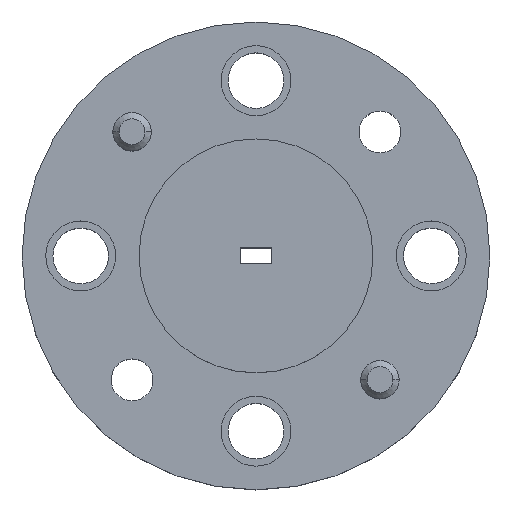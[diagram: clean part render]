
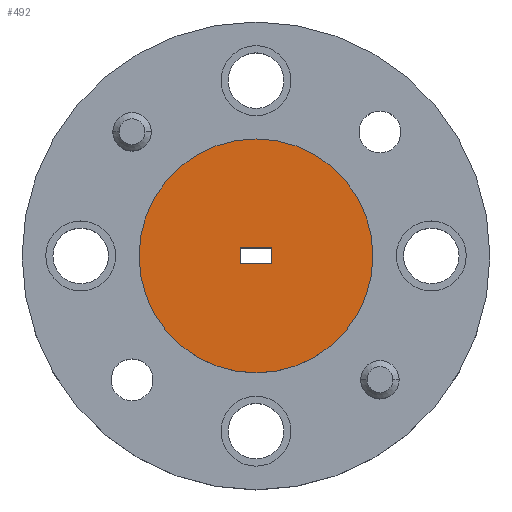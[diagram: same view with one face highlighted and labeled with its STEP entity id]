
A CAD part, top view. The second image highlights one B-rep face of the part: STEP entity #492.
In plain terms, the highlighted planar face has unit normal (0, 0, 1).
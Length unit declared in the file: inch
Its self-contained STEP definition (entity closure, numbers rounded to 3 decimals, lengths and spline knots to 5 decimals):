
#3 = CARTESIAN_POINT ( 'NONE',  ( 0.0255, 0.01275, 0.037 ) ) ;
#45 = FACE_OUTER_BOUND ( 'NONE', #1503, .T. ) ;
#97 = DIRECTION ( 'NONE',  ( -1., 0., 0. ) ) ;
#209 = PLANE ( 'NONE',  #1882 ) ;
#231 = CIRCLE ( 'NONE', #1893, 0.1875 ) ;
#245 = DIRECTION ( 'NONE',  ( 0., 0., 1. ) ) ;
#248 = DIRECTION ( 'NONE',  ( 0., 1., 0. ) ) ;
#266 = DIRECTION ( 'NONE',  ( 0., -1., 0. ) ) ;
#279 = VERTEX_POINT ( 'NONE', #334 ) ;
#280 = CARTESIAN_POINT ( 'NONE',  ( -0.0255, -0.01275, 0.037 ) ) ;
#334 = CARTESIAN_POINT ( 'NONE',  ( 0.0255, -0.01275, 0.037 ) ) ;
#369 = LINE ( 'NONE', #749, #704 ) ;
#403 = VERTEX_POINT ( 'NONE', #3 ) ;
#409 = CARTESIAN_POINT ( 'NONE',  ( -0.0255, 0.01275, 0.037 ) ) ;
#410 = CARTESIAN_POINT ( 'NONE',  ( 0.1875, 0., 0.037 ) ) ;
#452 = LINE ( 'NONE', #1203, #2437 ) ;
#492 = ADVANCED_FACE ( 'NONE', ( #1704, #45 ), #209, .T. ) ;
#677 = EDGE_CURVE ( 'NONE', #2037, #1880, #1056, .T. ) ;
#704 = VECTOR ( 'NONE', #1104, 39.37008 ) ;
#732 = DIRECTION ( 'NONE',  ( 0., 0., 1. ) ) ;
#749 = CARTESIAN_POINT ( 'NONE',  ( -0.0255, -0.01275, 0.037 ) ) ;
#793 = VERTEX_POINT ( 'NONE', #409 ) ;
#826 = ORIENTED_EDGE ( 'NONE', *, *, #1811, .F. ) ;
#868 = LINE ( 'NONE', #280, #1308 ) ;
#924 = EDGE_CURVE ( 'NONE', #793, #1323, #868, .T. ) ;
#929 = ORIENTED_EDGE ( 'NONE', *, *, #1528, .F. ) ;
#992 = DIRECTION ( 'NONE',  ( 1., 0., 0. ) ) ;
#1056 = CIRCLE ( 'NONE', #1370, 0.1875 ) ;
#1104 = DIRECTION ( 'NONE',  ( 1., 0., 0. ) ) ;
#1203 = CARTESIAN_POINT ( 'NONE',  ( -0.0255, 0.01275, 0.037 ) ) ;
#1235 = CARTESIAN_POINT ( 'NONE',  ( -0.0255, -0.01275, 0.037 ) ) ;
#1263 = CARTESIAN_POINT ( 'NONE',  ( 0., 0., 0.037 ) ) ;
#1283 = DIRECTION ( 'NONE',  ( 1., 0., 0. ) ) ;
#1308 = VECTOR ( 'NONE', #266, 39.37008 ) ;
#1311 = CARTESIAN_POINT ( 'NONE',  ( -0.1875, 0., 0.037 ) ) ;
#1323 = VERTEX_POINT ( 'NONE', #1235 ) ;
#1370 = AXIS2_PLACEMENT_3D ( 'NONE', #1685, #732, #1484 ) ;
#1382 = LINE ( 'NONE', #1749, #1521 ) ;
#1426 = EDGE_CURVE ( 'NONE', #1880, #2037, #231, .T. ) ;
#1484 = DIRECTION ( 'NONE',  ( 1., 0., 0. ) ) ;
#1503 = EDGE_LOOP ( 'NONE', ( #1515, #1931 ) ) ;
#1515 = ORIENTED_EDGE ( 'NONE', *, *, #1426, .T. ) ;
#1521 = VECTOR ( 'NONE', #248, 39.37008 ) ;
#1528 = EDGE_CURVE ( 'NONE', #1323, #279, #369, .T. ) ;
#1645 = DIRECTION ( 'NONE',  ( 0., 0., 1. ) ) ;
#1671 = EDGE_CURVE ( 'NONE', #279, #403, #1382, .T. ) ;
#1685 = CARTESIAN_POINT ( 'NONE',  ( 0., 0., 0.037 ) ) ;
#1704 = FACE_BOUND ( 'NONE', #1759, .T. ) ;
#1749 = CARTESIAN_POINT ( 'NONE',  ( 0.0255, -0.01275, 0.037 ) ) ;
#1759 = EDGE_LOOP ( 'NONE', ( #2034, #929, #1861, #826 ) ) ;
#1811 = EDGE_CURVE ( 'NONE', #403, #793, #452, .T. ) ;
#1861 = ORIENTED_EDGE ( 'NONE', *, *, #924, .F. ) ;
#1880 = VERTEX_POINT ( 'NONE', #1311 ) ;
#1882 = AXIS2_PLACEMENT_3D ( 'NONE', #1944, #245, #992 ) ;
#1893 = AXIS2_PLACEMENT_3D ( 'NONE', #1263, #1645, #1283 ) ;
#1931 = ORIENTED_EDGE ( 'NONE', *, *, #677, .T. ) ;
#1944 = CARTESIAN_POINT ( 'NONE',  ( 0., 0., 0.037 ) ) ;
#2034 = ORIENTED_EDGE ( 'NONE', *, *, #1671, .F. ) ;
#2037 = VERTEX_POINT ( 'NONE', #410 ) ;
#2437 = VECTOR ( 'NONE', #97, 39.37008 ) ;
